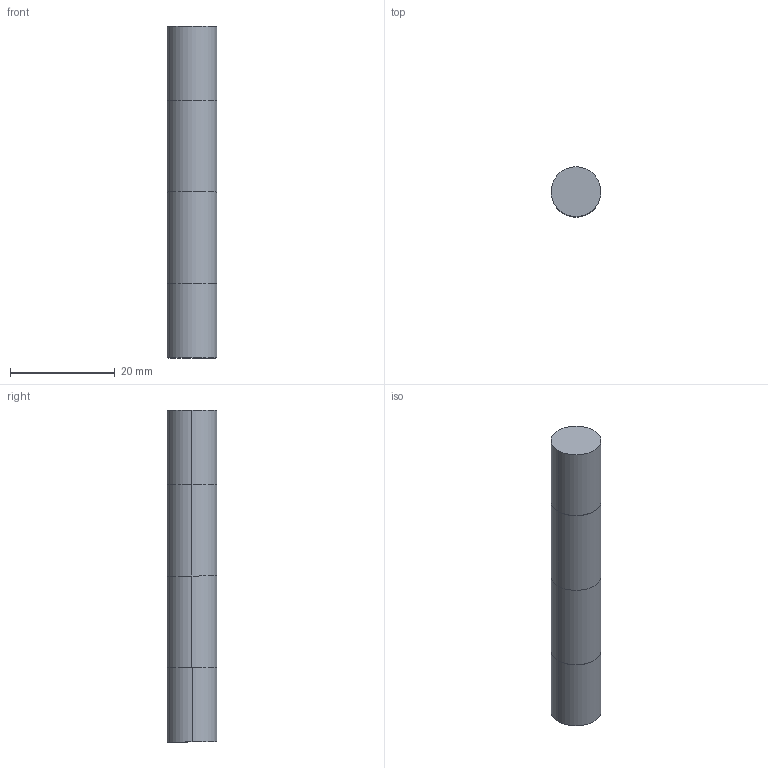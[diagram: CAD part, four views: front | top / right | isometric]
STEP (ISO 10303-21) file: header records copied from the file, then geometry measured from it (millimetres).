
FILE_DESCRIPTION (( 'STEP AP203' ), '1' );
FILE_NAME ('39635.STEP', '2024-03-04T15:43:39', ( '' ), ( '' ), 'SwSTEP 2.0', 'SolidWorks 2023', '' );
FILE_SCHEMA (( 'CONFIG_CONTROL_DESIGN' ));
Length unit declared in the file: inch
Products named in the file (1): 39635
Bounding box: 9.53 x 9.53 x 63.5 mm (x, y, z)
Surface area: 3561.4 mm2
Topology: 5 solids, 5 shells, 26 faces, 42 edges, 26 vertices
Faces by surface type: cylinder 10, plane 10, cone 6
Entity records: 675 total; most frequent: DIRECTION 122, CARTESIAN_POINT 95, ORIENTED_EDGE 84, AXIS2_PLACEMENT_3D 53, EDGE_CURVE 42, CIRCLE 26, ADVANCED_FACE 26, FACE_OUTER_BOUND 26
